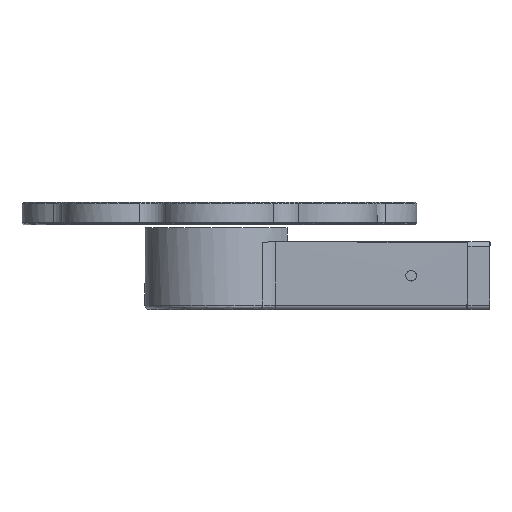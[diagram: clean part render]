
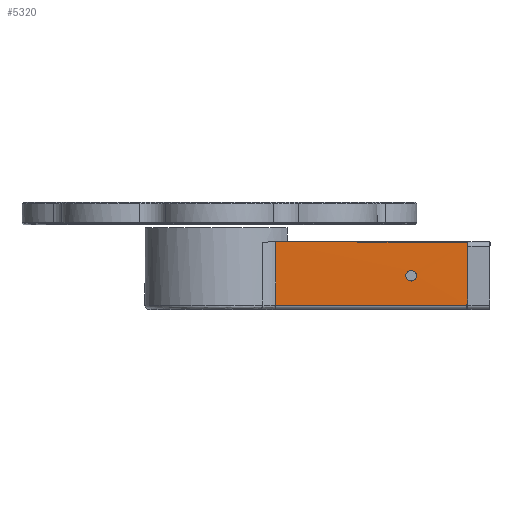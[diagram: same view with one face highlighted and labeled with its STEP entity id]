
A CAD part, left-side view. The second image highlights one B-rep face of the part: STEP entity #5320.
In plain terms, the highlighted planar face has unit normal (1, 0, 0).
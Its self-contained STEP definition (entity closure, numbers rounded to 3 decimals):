
#413 = EDGE_CURVE ( 'NONE', #8868, #11161, #12479, .T. ) ;
#508 = VECTOR ( 'NONE', #4195, 1000. ) ;
#1327 = CARTESIAN_POINT ( 'NONE',  ( -45.101, -47.774, 135.25 ) ) ;
#1884 = CARTESIAN_POINT ( 'NONE',  ( -45.001, -47.674, 163.15 ) ) ;
#2439 = ORIENTED_EDGE ( 'NONE', *, *, #11936, .T. ) ;
#2522 = DIRECTION ( 'NONE',  ( 0., 0., 1. ) ) ;
#2849 = EDGE_LOOP ( 'NONE', ( #13186, #5206, #9129, #2439 ) ) ;
#3021 = VERTEX_POINT ( 'NONE', #1884 ) ;
#3775 = CIRCLE ( 'NONE', #11053, 2.35 ) ;
#3959 = CARTESIAN_POINT ( 'NONE',  ( -45.101, -47.774, 138.25 ) ) ;
#3982 = CARTESIAN_POINT ( 'NONE',  ( -45.101, -22.774, 148.25 ) ) ;
#4195 = DIRECTION ( 'NONE',  ( 0., 0., -1. ) ) ;
#4650 = DIRECTION ( 'NONE',  ( 0., -1., 0. ) ) ;
#4847 = VERTEX_POINT ( 'NONE', #5014 ) ;
#4959 = DIRECTION ( 'NONE',  ( -1., 0., 0. ) ) ;
#5014 = CARTESIAN_POINT ( 'NONE',  ( -45.101, -22.774, 150.6 ) ) ;
#5198 = VERTEX_POINT ( 'NONE', #5889 ) ;
#5206 = ORIENTED_EDGE ( 'NONE', *, *, #11250, .T. ) ;
#5320 = ADVANCED_FACE ( 'NONE', ( #7938, #5341 ), #7776, .T. ) ;
#5341 = FACE_BOUND ( 'NONE', #8858, .T. ) ;
#5834 = LINE ( 'NONE', #16020, #16107 ) ;
#5889 = CARTESIAN_POINT ( 'NONE',  ( -45.101, 37.246, 163.25 ) ) ;
#6029 = CARTESIAN_POINT ( 'NONE',  ( -45.101, -47.774, 163.25 ) ) ;
#6618 = CARTESIAN_POINT ( 'NONE',  ( -45.101, -47.574, 138.25 ) ) ;
#7653 = EDGE_CURVE ( 'NONE', #5198, #3021, #15810, .T. ) ;
#7776 = PLANE ( 'NONE',  #11466 ) ;
#7856 = DIRECTION ( 'NONE',  ( 1., 0., 0. ) ) ;
#7938 = FACE_OUTER_BOUND ( 'NONE', #2849, .T. ) ;
#8060 = ORIENTED_EDGE ( 'NONE', *, *, #8904, .T. ) ;
#8858 = EDGE_LOOP ( 'NONE', ( #8060 ) ) ;
#8868 = VERTEX_POINT ( 'NONE', #14817 ) ;
#8904 = EDGE_CURVE ( 'NONE', #4847, #4847, #3775, .T. ) ;
#9129 = ORIENTED_EDGE ( 'NONE', *, *, #413, .T. ) ;
#10352 = DIRECTION ( 'NONE',  ( 0., 1., 0. ) ) ;
#11053 = AXIS2_PLACEMENT_3D ( 'NONE', #3982, #4959, #2522 ) ;
#11161 = VERTEX_POINT ( 'NONE', #11433 ) ;
#11250 = EDGE_CURVE ( 'NONE', #3021, #8868, #12835, .T. ) ;
#11433 = CARTESIAN_POINT ( 'NONE',  ( -45.101, 37.246, 135.25 ) ) ;
#11466 = AXIS2_PLACEMENT_3D ( 'NONE', #3959, #7856, #12852 ) ;
#11936 = EDGE_CURVE ( 'NONE', #11161, #5198, #5834, .T. ) ;
#12032 = VECTOR ( 'NONE', #4650, 1000. ) ;
#12479 = LINE ( 'NONE', #1327, #13196 ) ;
#12835 = LINE ( 'NONE', #6618, #508 ) ;
#12852 = DIRECTION ( 'NONE',  ( 0., 0., -1. ) ) ;
#13186 = ORIENTED_EDGE ( 'NONE', *, *, #7653, .T. ) ;
#13196 = VECTOR ( 'NONE', #10352, 1000. ) ;
#13592 = DIRECTION ( 'NONE',  ( 0., 0., 1. ) ) ;
#14817 = CARTESIAN_POINT ( 'NONE',  ( -45.101, -47.574, 135.25 ) ) ;
#15810 = LINE ( 'NONE', #6029, #12032 ) ;
#16020 = CARTESIAN_POINT ( 'NONE',  ( -45.101, 37.246, 138.25 ) ) ;
#16107 = VECTOR ( 'NONE', #13592, 1000. ) ;
